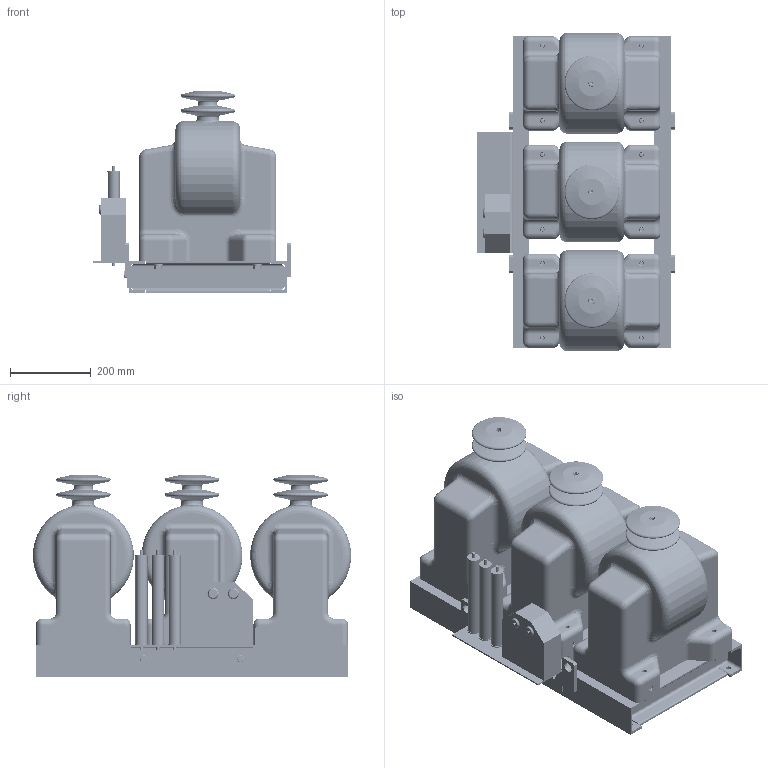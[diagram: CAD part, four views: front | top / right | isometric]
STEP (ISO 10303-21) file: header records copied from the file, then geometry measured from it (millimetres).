
FILE_DESCRIPTION(('STEP AP242'), '1');
FILE_NAME('ÀÄØÏ.1.756.007 3õÇÍÎË-ÝÊ-15(20) Ì5 ÒÀ 15-20êÂ', '', ('UNSPECIFIED'), ('UNSPECIFIED'), 'ASCON STEP Converter 1.6', 'ASCON Math Kernel', '');
FILE_SCHEMA(('AP242_MANAGED_MODEL_BASED_3D_ENGINEERING_MIM_LF { 1 0 10303 442 1 1 4 }'));
Length unit declared in the file: millimetre
Products named in the file (24): 4
Assembly tree (84 placements, depth 3):
  (unnamed)
    (unnamed)  x6
      (unnamed)
    (unnamed)
      (unnamed)
    (unnamed)
      (unnamed)
    (unnamed)  x12
    (unnamed)  x12
    (unnamed)  x12
    (unnamed)
    4  x3
    (unnamed)
    (unnamed)  x4
    (unnamed)  x2
    (unnamed)  x2
    (unnamed)  x2
    (unnamed)  x4
    (unnamed)  x3
      (unnamed)
      (unnamed)
      (unnamed)
      (unnamed)
      (unnamed)
Bounding box: 488 x 787.3 x 501 mm (x, y, z)
Volume: 60502486.6 mm3; surface area: 3147365.8 mm2
Topology: 108 solids, 108 shells, 4124 faces, 10501 edges, 6825 vertices
Faces by surface type: cylinder 1832, plane 1813, cone 221, torus 189, bspline 51, sphere 18
Full cylindrical faces by diameter (mm): 3.5 x3, 4 x6, 4.917 x6, 5 x48, 5.917 x21, 6 x8, 6.95 x21, 7 x6, 8 x57, 8.5 x3, 8.647 x2, 9 x15, 10 x44, 10.106 x15, 10.8 x2, 11 x10, 12 x12, 13 x19, 14 x12, 15 x18, 16 x51, 17 x6, 20 x4, 24 x48, 25 x4, 30 x3, 32 x6
Entity records: 52330 total; most frequent: CARTESIAN_POINT 11227, DIRECTION 6448, ORIENTED_EDGE 5808, EDGE_CURVE 2904, AXIS2_PLACEMENT_3D 2390, VERTEX_POINT 1993, LINE 1668, VECTOR 1668
